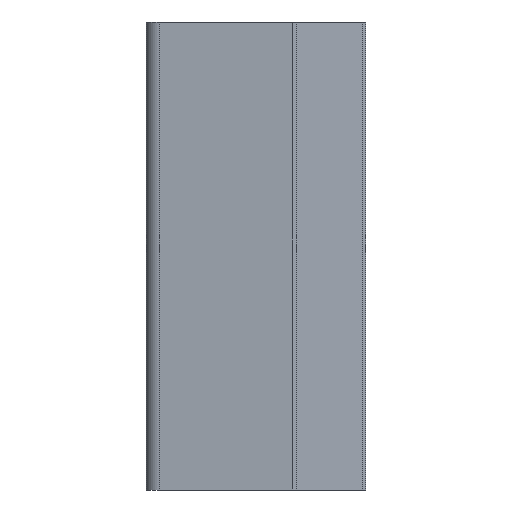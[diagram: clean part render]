
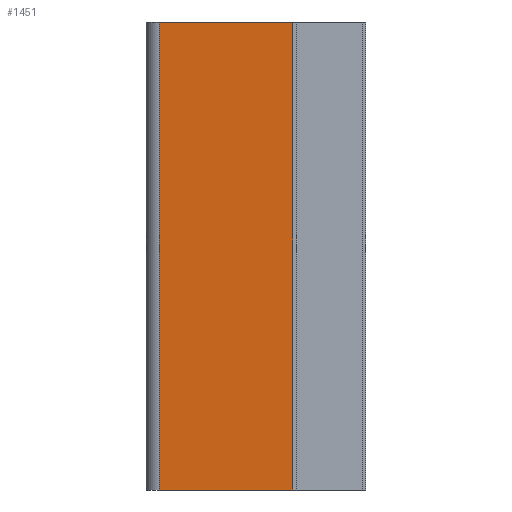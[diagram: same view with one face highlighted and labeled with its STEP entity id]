
A CAD part, left-side view. The second image highlights one B-rep face of the part: STEP entity #1451.
In plain terms, the highlighted planar face has unit normal (-0.995, 0.1, 0).
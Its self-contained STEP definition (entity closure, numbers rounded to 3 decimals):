
#21 = EDGE_CURVE ( 'NONE', #1639, #2300, #155, .T. ) ;
#67 = VECTOR ( 'NONE', #1655, 1000. ) ;
#119 = VECTOR ( 'NONE', #485, 1000. ) ;
#155 = LINE ( 'NONE', #521, #67 ) ;
#211 = CARTESIAN_POINT ( 'NONE',  ( -1.029, -0.161, 0.8 ) ) ;
#276 = CARTESIAN_POINT ( 'NONE',  ( -0.955, 0.58, 0.8 ) ) ;
#426 = EDGE_CURVE ( 'NONE', #1144, #1639, #1628, .T. ) ;
#447 = DIRECTION ( 'NONE',  ( -0.1, -0.995, 0. ) ) ;
#478 = AXIS2_PLACEMENT_3D ( 'NONE', #211, #1798, #447 ) ;
#485 = DIRECTION ( 'NONE',  ( 0., 0., -1. ) ) ;
#521 = CARTESIAN_POINT ( 'NONE',  ( -0.955, 0.58, 0.8 ) ) ;
#539 = EDGE_CURVE ( 'NONE', #2793, #2300, #603, .T. ) ;
#569 = EDGE_LOOP ( 'NONE', ( #1847, #2520, #817, #2892 ) ) ;
#603 = LINE ( 'NONE', #2916, #917 ) ;
#651 = LINE ( 'NONE', #1828, #119 ) ;
#817 = ORIENTED_EDGE ( 'NONE', *, *, #539, .F. ) ;
#917 = VECTOR ( 'NONE', #1553, 1000. ) ;
#1053 = EDGE_CURVE ( 'NONE', #1144, #2793, #651, .T. ) ;
#1144 = VERTEX_POINT ( 'NONE', #1619 ) ;
#1389 = FACE_OUTER_BOUND ( 'NONE', #569, .T. ) ;
#1451 = ADVANCED_FACE ( 'NONE', ( #1389 ), #2244, .T. ) ;
#1553 = DIRECTION ( 'NONE',  ( 0.1, 0.995, 0. ) ) ;
#1619 = CARTESIAN_POINT ( 'NONE',  ( -1., 0.125, 0.8 ) ) ;
#1628 = LINE ( 'NONE', #1985, #2161 ) ;
#1639 = VERTEX_POINT ( 'NONE', #276 ) ;
#1655 = DIRECTION ( 'NONE',  ( 0., 0., -1. ) ) ;
#1798 = DIRECTION ( 'NONE',  ( -0.995, 0.1, 0. ) ) ;
#1828 = CARTESIAN_POINT ( 'NONE',  ( -1., 0.125, 0.8 ) ) ;
#1847 = ORIENTED_EDGE ( 'NONE', *, *, #426, .T. ) ;
#1969 = DIRECTION ( 'NONE',  ( 0.1, 0.995, 0. ) ) ;
#1985 = CARTESIAN_POINT ( 'NONE',  ( -1.029, -0.161, 0.8 ) ) ;
#2161 = VECTOR ( 'NONE', #1969, 1000. ) ;
#2171 = CARTESIAN_POINT ( 'NONE',  ( -1., 0.125, -0.8 ) ) ;
#2244 = PLANE ( 'NONE',  #478 ) ;
#2300 = VERTEX_POINT ( 'NONE', #2896 ) ;
#2520 = ORIENTED_EDGE ( 'NONE', *, *, #21, .T. ) ;
#2793 = VERTEX_POINT ( 'NONE', #2171 ) ;
#2892 = ORIENTED_EDGE ( 'NONE', *, *, #1053, .F. ) ;
#2896 = CARTESIAN_POINT ( 'NONE',  ( -0.955, 0.58, -0.8 ) ) ;
#2916 = CARTESIAN_POINT ( 'NONE',  ( -1.029, -0.161, -0.8 ) ) ;
